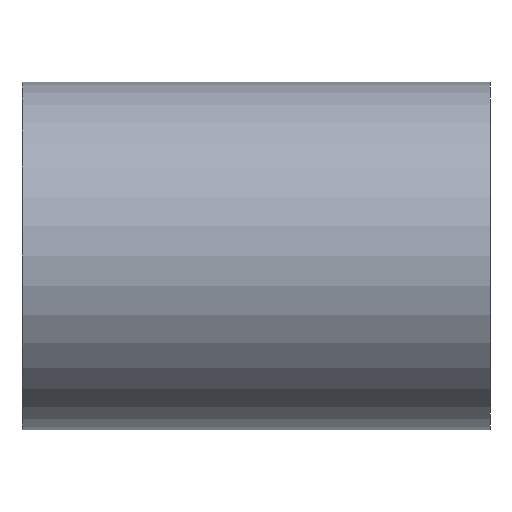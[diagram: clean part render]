
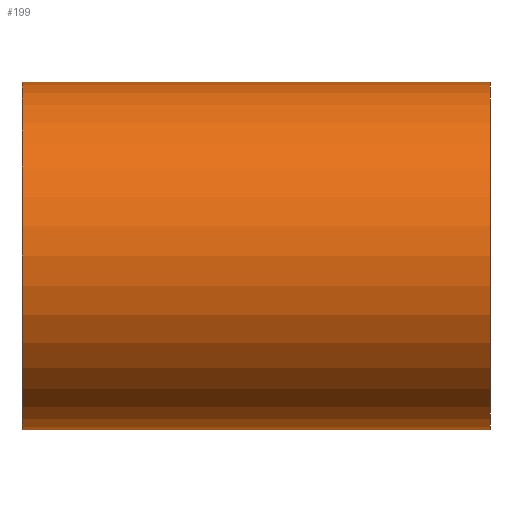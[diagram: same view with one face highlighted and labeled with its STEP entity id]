
A CAD part, left-side view. The second image highlights one B-rep face of the part: STEP entity #199.
In plain terms, the highlighted cylindrical face has radius 26 mm (diameter 52 mm), a partial arc.
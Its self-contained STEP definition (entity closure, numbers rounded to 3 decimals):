
#5 = VECTOR ( 'NONE', #112, 1000. ) ;
#6 = VERTEX_POINT ( 'NONE', #119 ) ;
#10 = CARTESIAN_POINT ( 'NONE',  ( 0., 70., -26. ) ) ;
#12 = VECTOR ( 'NONE', #151, 1000. ) ;
#19 = AXIS2_PLACEMENT_3D ( 'NONE', #143, #79, #93 ) ;
#25 = LINE ( 'NONE', #91, #12 ) ;
#30 = DIRECTION ( 'NONE',  ( 1., 0., 0. ) ) ;
#32 = CARTESIAN_POINT ( 'NONE',  ( 0., 0., -26. ) ) ;
#34 = DIRECTION ( 'NONE',  ( 0., -1., 0. ) ) ;
#50 = CIRCLE ( 'NONE', #19, 26. ) ;
#53 = CARTESIAN_POINT ( 'NONE',  ( 0., 70., 26. ) ) ;
#55 = EDGE_CURVE ( 'NONE', #73, #185, #25, .T. ) ;
#61 = DIRECTION ( 'NONE',  ( 0., 1., 0. ) ) ;
#62 = EDGE_CURVE ( 'NONE', #185, #167, #130, .T. ) ;
#73 = VERTEX_POINT ( 'NONE', #10 ) ;
#77 = AXIS2_PLACEMENT_3D ( 'NONE', #95, #34, #99 ) ;
#79 = DIRECTION ( 'NONE',  ( 0., 1., 0. ) ) ;
#81 = FACE_OUTER_BOUND ( 'NONE', #121, .T. ) ;
#86 = ORIENTED_EDGE ( 'NONE', *, *, #62, .T. ) ;
#91 = CARTESIAN_POINT ( 'NONE',  ( 0., 70., -26. ) ) ;
#93 = DIRECTION ( 'NONE',  ( 1., 0., 0. ) ) ;
#95 = CARTESIAN_POINT ( 'NONE',  ( 0., 70., 0. ) ) ;
#97 = CARTESIAN_POINT ( 'NONE',  ( 0., 0., 26. ) ) ;
#99 = DIRECTION ( 'NONE',  ( 0., 0., -1. ) ) ;
#101 = ORIENTED_EDGE ( 'NONE', *, *, #131, .F. ) ;
#108 = ORIENTED_EDGE ( 'NONE', *, *, #55, .T. ) ;
#112 = DIRECTION ( 'NONE',  ( 0., -1., 0. ) ) ;
#119 = CARTESIAN_POINT ( 'NONE',  ( 0., 70., 26. ) ) ;
#121 = EDGE_LOOP ( 'NONE', ( #101, #133, #108, #86 ) ) ;
#122 = EDGE_CURVE ( 'NONE', #73, #6, #50, .T. ) ;
#128 = CYLINDRICAL_SURFACE ( 'NONE', #77, 26. ) ;
#130 = CIRCLE ( 'NONE', #149, 26. ) ;
#131 = EDGE_CURVE ( 'NONE', #6, #167, #162, .T. ) ;
#133 = ORIENTED_EDGE ( 'NONE', *, *, #122, .F. ) ;
#143 = CARTESIAN_POINT ( 'NONE',  ( 0., 70., 0. ) ) ;
#149 = AXIS2_PLACEMENT_3D ( 'NONE', #193, #61, #30 ) ;
#151 = DIRECTION ( 'NONE',  ( 0., -1., 0. ) ) ;
#162 = LINE ( 'NONE', #53, #5 ) ;
#167 = VERTEX_POINT ( 'NONE', #97 ) ;
#185 = VERTEX_POINT ( 'NONE', #32 ) ;
#193 = CARTESIAN_POINT ( 'NONE',  ( 0., 0., 0. ) ) ;
#199 = ADVANCED_FACE ( 'NONE', ( #81 ), #128, .T. ) ;
